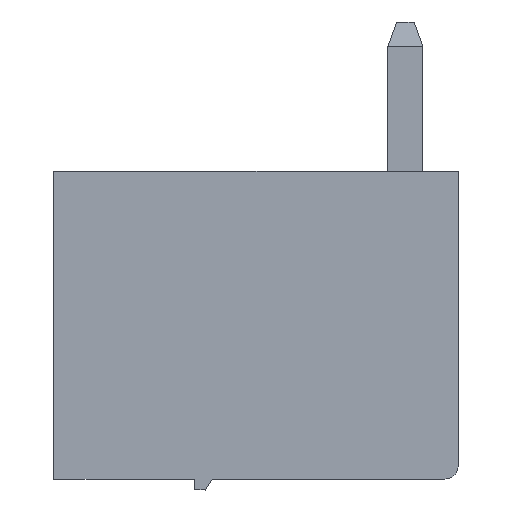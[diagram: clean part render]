
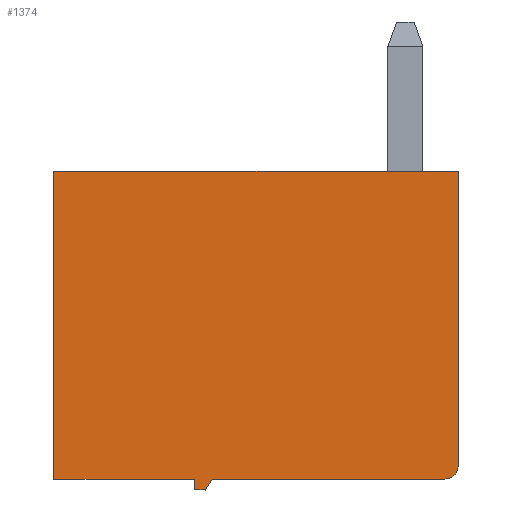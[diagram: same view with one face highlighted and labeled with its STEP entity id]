
A CAD part, front view. The second image highlights one B-rep face of the part: STEP entity #1374.
In plain terms, the highlighted planar face has unit normal (0, -1, 0).
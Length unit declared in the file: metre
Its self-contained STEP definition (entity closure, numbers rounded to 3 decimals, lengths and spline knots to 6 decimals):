
#1374=ADVANCED_FACE('',(#2983),#2984,.T.);
#2983=FACE_OUTER_BOUND('',#4803,.T.);
#2984=PLANE('',#4804);
#4803=EDGE_LOOP('',(#9068,#9069,#9070,#9071,#9072,#9073,#9074,#9075,#9076));
#4804=AXIS2_PLACEMENT_3D('',#9077,#9078,#9079);
#9068=ORIENTED_EDGE('',*,*,#12116,.F.);
#9069=ORIENTED_EDGE('',*,*,#12490,.F.);
#9070=ORIENTED_EDGE('',*,*,#12507,.F.);
#9071=ORIENTED_EDGE('',*,*,#12509,.F.);
#9072=ORIENTED_EDGE('',*,*,#11388,.F.);
#9073=ORIENTED_EDGE('',*,*,#11355,.F.);
#9074=ORIENTED_EDGE('',*,*,#12511,.F.);
#9075=ORIENTED_EDGE('',*,*,#11592,.F.);
#9076=ORIENTED_EDGE('',*,*,#11193,.F.);
#9077=CARTESIAN_POINT('',(0.0089,-0.046415,-0.0067));
#9078=DIRECTION('',(0.,-1.0,0.));
#9079=DIRECTION('',(0.0,0.,-1.0));
#11193=EDGE_CURVE('',#13581,#13583,#13584,.T.);
#11355=EDGE_CURVE('',#13872,#13874,#13875,.T.);
#11388=EDGE_CURVE('',#13874,#13926,#13927,.T.);
#11592=EDGE_CURVE('',#13583,#14241,#14242,.T.);
#12116=EDGE_CURVE('',#15023,#13581,#15025,.T.);
#12490=EDGE_CURVE('',#15497,#15023,#15499,.T.);
#12507=EDGE_CURVE('',#15529,#15497,#15531,.T.);
#12509=EDGE_CURVE('',#13926,#15529,#15533,.T.);
#12511=EDGE_CURVE('',#14241,#13872,#15535,.T.);
#13581=VERTEX_POINT('',#16976);
#13583=VERTEX_POINT('',#16979);
#13584=LINE('',#16980,#16981);
#13872=VERTEX_POINT('',#17403);
#13874=VERTEX_POINT('',#17406);
#13875=LINE('',#17407,#17408);
#13926=VERTEX_POINT('',#17480);
#13927=LINE('',#17481,#17482);
#14241=VERTEX_POINT('',#17951);
#14242=CIRCLE('',#17952,0.0003);
#15023=VERTEX_POINT('',#19121);
#15025=LINE('',#19124,#19125);
#15497=VERTEX_POINT('',#19842);
#15499=LINE('',#19845,#19846);
#15529=VERTEX_POINT('',#19889);
#15531=LINE('',#19892,#19893);
#15533=LINE('',#19895,#19896);
#15535=LINE('',#19898,#19899);
#16976=CARTESIAN_POINT('',(0.0092,-0.046415,0.));
#16979=CARTESIAN_POINT('',(0.0092,-0.046415,-0.0067));
#16980=CARTESIAN_POINT('',(0.0092,-0.046415,-0.0067));
#16981=VECTOR('',#20989,1.0);
#17403=CARTESIAN_POINT('',(0.0036,-0.046415,-0.007));
#17406=CARTESIAN_POINT('',(0.00345,-0.046415,-0.00725));
#17407=CARTESIAN_POINT('',(0.00345,-0.046415,-0.00725));
#17408=VECTOR('',#21143,1.0);
#17480=CARTESIAN_POINT('',(0.0032,-0.046415,-0.00725));
#17481=CARTESIAN_POINT('',(0.0032,-0.046415,-0.00725));
#17482=VECTOR('',#21171,1.0);
#17951=CARTESIAN_POINT('',(0.0089,-0.046415,-0.007));
#17952=AXIS2_PLACEMENT_3D('',#21342,#21343,#21344);
#19121=CARTESIAN_POINT('',(0.,-0.046415,0.));
#19124=CARTESIAN_POINT('',(0.0065,-0.046415,0.));
#19125=VECTOR('',#21764,1.0);
#19842=CARTESIAN_POINT('',(0.,-0.046415,-0.007));
#19845=CARTESIAN_POINT('',(0.,-0.046415,0.));
#19846=VECTOR('',#22038,1.0);
#19889=CARTESIAN_POINT('',(0.0032,-0.046415,-0.007));
#19892=CARTESIAN_POINT('',(0.,-0.046415,-0.007));
#19893=VECTOR('',#22056,1.0);
#19895=CARTESIAN_POINT('',(0.0032,-0.046415,-0.007));
#19896=VECTOR('',#22057,1.0);
#19898=CARTESIAN_POINT('',(0.0036,-0.046415,-0.007));
#19899=VECTOR('',#22058,1.0);
#20989=DIRECTION('',(0.,0.,-1.0));
#21143=DIRECTION('',(-0.514,0.,-0.857));
#21171=DIRECTION('',(-1.0,0.,0.));
#21342=CARTESIAN_POINT('',(0.0089,-0.046415,-0.0067));
#21343=DIRECTION('',(0.,1.0,0.));
#21344=DIRECTION('',(-0.707,0.,0.707));
#21764=DIRECTION('',(1.0,0.,0.));
#22038=DIRECTION('',(0.,0.,1.0));
#22056=DIRECTION('',(-1.0,0.,0.));
#22057=DIRECTION('',(0.,0.,1.0));
#22058=DIRECTION('',(-1.0,0.,0.));
